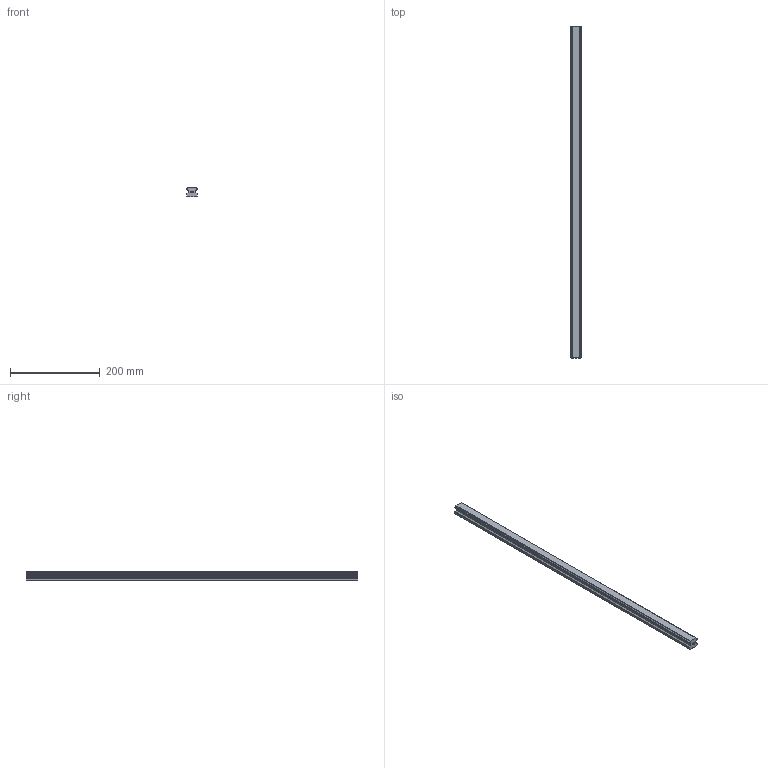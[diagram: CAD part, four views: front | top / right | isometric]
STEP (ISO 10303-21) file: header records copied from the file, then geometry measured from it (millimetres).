
FILE_DESCRIPTION(('STEP AP214'),'1');
FILE_NAME('cctmp_6AE05B1D-0F40-4145-AC2B-BE87EC132370_2021_01_25_10_18_00_0956..stp','2021-01-25T09:18:01',('HIWIN GmbH'),('CADClick - www.CADClick.com'),'Spatial InterOp 3D',' ','unknown authorization');
FILE_SCHEMA(('AUTOMOTIVE_DESIGN'));
Length unit declared in the file: millimetre
Products named in the file (1): HGR25T740C_FILE
Bounding box: 23 x 740 x 22 mm (x, y, z)
Volume: 319770.5 mm3; surface area: 71039.9 mm2
Topology: 1 solids, 1 shells, 202 faces, 601 edges, 379 vertices
Faces by surface type: plane 128, cylinder 48, cone 26
Entity records: 8255 total; most frequent: DIRECTION 1181, CARTESIAN_POINT 1157, ORIENTED_EDGE 1150, EDGE_CURVE 575, AXIS2_PLACEMENT_3D 403, VERTEX_POINT 379, LINE 375, VECTOR 375
